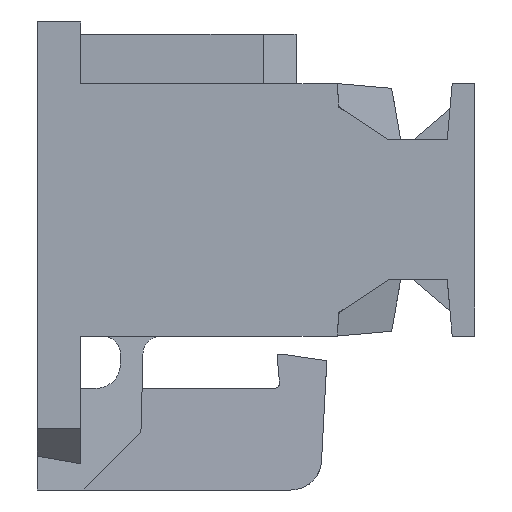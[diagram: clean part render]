
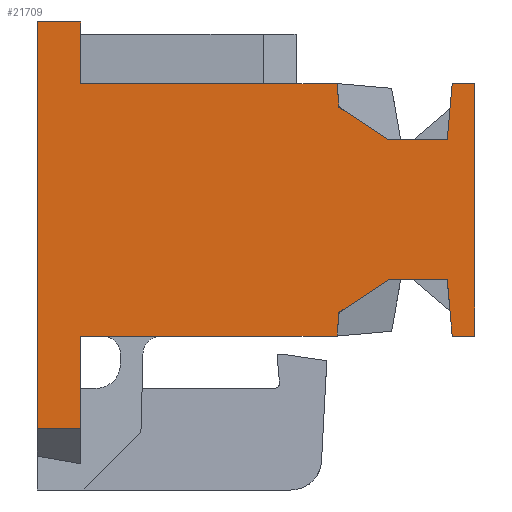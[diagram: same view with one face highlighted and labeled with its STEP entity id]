
A CAD part, left-side view. The second image highlights one B-rep face of the part: STEP entity #21709.
In plain terms, the highlighted planar face has unit normal (-1, 0, 0).
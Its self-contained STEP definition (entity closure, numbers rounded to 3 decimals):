
#11567=CARTESIAN_POINT('',(2.,-0.7,-3.55));
#11568=VERTEX_POINT('',#11567);
#11575=CARTESIAN_POINT('',(2.,0.,-3.55));
#11576=VERTEX_POINT('',#11575);
#11577=CARTESIAN_POINT('',(2.,-0.7,-3.55));
#11578=DIRECTION('',(0.,1.,0.));
#11579=VECTOR('',#11578,0.7);
#11580=LINE('',#11577,#11579);
#11581=EDGE_CURVE('',#11568,#11576,#11580,.T.);
#11598=CARTESIAN_POINT('',(2.,-0.7,-2.05));
#11599=VERTEX_POINT('',#11598);
#11606=CARTESIAN_POINT('',(2.,-0.7,-2.05));
#11607=DIRECTION('',(0.,0.,-1.));
#11608=VECTOR('',#11607,1.5);
#11609=LINE('',#11606,#11608);
#11610=EDGE_CURVE('',#11599,#11568,#11609,.T.);
#11631=CARTESIAN_POINT('',(2.,0.,3.05));
#11632=VERTEX_POINT('',#11631);
#11633=CARTESIAN_POINT('',(2.,0.,-3.55));
#11634=DIRECTION('',(0.,0.,1.));
#11635=VECTOR('',#11634,6.6);
#11636=LINE('',#11633,#11635);
#11637=EDGE_CURVE('',#11576,#11632,#11636,.T.);
#12436=CARTESIAN_POINT('',(2.,-6.736,-2.05));
#12437=VERTEX_POINT('',#12436);
#12444=CARTESIAN_POINT('',(2.,-6.656,-1.136));
#12445=VERTEX_POINT('',#12444);
#12446=CARTESIAN_POINT('',(2.,-6.736,-2.05));
#12447=DIRECTION('',(0.,0.087,0.996));
#12448=VECTOR('',#12447,0.917);
#12449=LINE('',#12446,#12448);
#12450=EDGE_CURVE('',#12437,#12445,#12449,.T.);
#12517=CARTESIAN_POINT('',(2.,-7.1,2.05));
#12518=VERTEX_POINT('',#12517);
#12525=CARTESIAN_POINT('',(2.,-7.1,-2.05));
#12526=VERTEX_POINT('',#12525);
#12527=CARTESIAN_POINT('',(2.,-7.1,2.05));
#12528=DIRECTION('',(0.,0.,-1.));
#12529=VECTOR('',#12528,4.1);
#12530=LINE('',#12527,#12529);
#12531=EDGE_CURVE('',#12518,#12526,#12530,.T.);
#12899=CARTESIAN_POINT('',(2.,-6.736,2.05));
#12900=VERTEX_POINT('',#12899);
#12907=CARTESIAN_POINT('',(2.,-6.736,2.05));
#12908=DIRECTION('',(0.,-1.,0.));
#12909=VECTOR('',#12908,0.364);
#12910=LINE('',#12907,#12909);
#12911=EDGE_CURVE('',#12900,#12518,#12910,.T.);
#12925=CARTESIAN_POINT('',(2.,-0.7,2.05));
#12926=VERTEX_POINT('',#12925);
#12933=CARTESIAN_POINT('',(2.,-4.867,2.05));
#12934=VERTEX_POINT('',#12933);
#12935=CARTESIAN_POINT('',(2.,-0.7,2.05));
#12936=DIRECTION('',(0.,-1.,0.));
#12937=VECTOR('',#12936,4.167);
#12938=LINE('',#12935,#12937);
#12939=EDGE_CURVE('',#12926,#12934,#12938,.T.);
#13140=CARTESIAN_POINT('',(2.,-6.656,1.136));
#13141=VERTEX_POINT('',#13140);
#13148=CARTESIAN_POINT('',(2.,-6.656,1.136));
#13149=DIRECTION('',(0.,-0.087,0.996));
#13150=VECTOR('',#13149,0.917);
#13151=LINE('',#13148,#13150);
#13152=EDGE_CURVE('',#13141,#12900,#13151,.T.);
#13225=CARTESIAN_POINT('',(2.,-7.1,-2.05));
#13226=DIRECTION('',(0.,1.,0.));
#13227=VECTOR('',#13226,0.364);
#13228=LINE('',#13225,#13227);
#13229=EDGE_CURVE('',#12526,#12437,#13228,.T.);
#13308=CARTESIAN_POINT('',(2.,-4.867,-2.05));
#13309=VERTEX_POINT('',#13308);
#13316=CARTESIAN_POINT('',(2.,-4.867,-2.05));
#13317=DIRECTION('',(0.,1.,0.));
#13318=VECTOR('',#13317,4.167);
#13319=LINE('',#13316,#13318);
#13320=EDGE_CURVE('',#13309,#11599,#13319,.T.);
#13409=CARTESIAN_POINT('',(2.,-0.7,3.05));
#13410=VERTEX_POINT('',#13409);
#13417=CARTESIAN_POINT('',(2.,-0.7,3.05));
#13418=DIRECTION('',(0.,0.,-1.));
#13419=VECTOR('',#13418,1.);
#13420=LINE('',#13417,#13419);
#13421=EDGE_CURVE('',#13410,#12926,#13420,.T.);
#13439=CARTESIAN_POINT('',(2.,0.,3.05));
#13440=DIRECTION('',(0.,-1.,0.));
#13441=VECTOR('',#13440,0.7);
#13442=LINE('',#13439,#13441);
#13443=EDGE_CURVE('',#11632,#13410,#13442,.T.);
#13874=CARTESIAN_POINT('',(2.,-4.897,-1.669));
#13875=VERTEX_POINT('',#13874);
#13890=CARTESIAN_POINT('',(2.,-5.7,-1.136));
#13891=VERTEX_POINT('',#13890);
#13898=CARTESIAN_POINT('',(2.,-4.9,-1.669));
#13899=DIRECTION('',(0.,-0.832,0.554));
#13900=VECTOR('',#13899,0.961);
#13901=LINE('',#13898,#13900);
#13902=EDGE_CURVE('',#13875,#13891,#13901,.T.);
#13936=CARTESIAN_POINT('',(2.,-5.7,-1.136));
#13937=DIRECTION('',(0.,-1.,0.));
#13938=VECTOR('',#13937,0.956);
#13939=LINE('',#13936,#13938);
#13940=EDGE_CURVE('',#13891,#12445,#13939,.T.);
#13960=CARTESIAN_POINT('',(2.,-5.7,1.136));
#13961=VERTEX_POINT('',#13960);
#13968=CARTESIAN_POINT('',(2.,-6.656,1.136));
#13969=DIRECTION('',(0.,1.,0.));
#13970=VECTOR('',#13969,0.956);
#13971=LINE('',#13968,#13970);
#13972=EDGE_CURVE('',#13141,#13961,#13971,.T.);
#14006=CARTESIAN_POINT('',(2.,-4.897,1.669));
#14007=VERTEX_POINT('',#14006);
#14014=CARTESIAN_POINT('',(2.,-5.7,1.136));
#14015=DIRECTION('',(0.,0.832,0.554));
#14016=VECTOR('',#14015,0.961);
#14017=LINE('',#14014,#14016);
#14018=EDGE_CURVE('',#13961,#14007,#14017,.T.);
#21668=CARTESIAN_POINT('',(2.,-4.9,-1.669));
#21669=DIRECTION('',(0.,0.087,-0.996));
#21670=VECTOR('',#21669,0.383);
#21671=LINE('',#21668,#21670);
#21672=EDGE_CURVE('',#13875,#13309,#21671,.T.);
#21679=CARTESIAN_POINT('',(2.,0.,-1.948));
#21680=DIRECTION('',(0.,0.,1.));
#21681=DIRECTION('',(-1.,0.,0.));
#21682=AXIS2_PLACEMENT_3D('',#21679,#21681,#21680);
#21683=PLANE('',#21682);
#21684=CARTESIAN_POINT('',(2.,-4.9,1.669));
#21685=DIRECTION('',(0.,0.087,0.996));
#21686=VECTOR('',#21685,0.383);
#21687=LINE('',#21684,#21686);
#21688=EDGE_CURVE('',#14007,#12934,#21687,.T.);
#21689=ORIENTED_EDGE('E1464',*,*,#21688,.T.);
#21690=ORIENTED_EDGE('E1464',*,*,#12939,.F.);
#21691=ORIENTED_EDGE('E1464',*,*,#13421,.F.);
#21692=ORIENTED_EDGE('E1464',*,*,#13443,.F.);
#21693=ORIENTED_EDGE('E1464',*,*,#11637,.F.);
#21694=ORIENTED_EDGE('E1464',*,*,#11581,.F.);
#21695=ORIENTED_EDGE('E1464',*,*,#11610,.F.);
#21696=ORIENTED_EDGE('E1464',*,*,#13320,.F.);
#21697=ORIENTED_EDGE('E1464',*,*,#21672,.F.);
#21698=ORIENTED_EDGE('E1464',*,*,#13902,.T.);
#21699=ORIENTED_EDGE('E1464',*,*,#13940,.T.);
#21700=ORIENTED_EDGE('E1464',*,*,#12450,.F.);
#21701=ORIENTED_EDGE('E1464',*,*,#13229,.F.);
#21702=ORIENTED_EDGE('E1464',*,*,#12531,.F.);
#21703=ORIENTED_EDGE('E1464',*,*,#12911,.F.);
#21704=ORIENTED_EDGE('E1464',*,*,#13152,.F.);
#21705=ORIENTED_EDGE('E1464',*,*,#13972,.T.);
#21706=ORIENTED_EDGE('E1464',*,*,#14018,.T.);
#21707=EDGE_LOOP('',(#21689,#21690,#21691,#21692,#21693,#21694,#21695,#21696,#21697,#21698,#21699,#21700,#21701,#21702,#21703,#21704,#21705,#21706));
#21708=FACE_OUTER_BOUND('',#21707,.T.);
#21709=ADVANCED_FACE('F490',(#21708),#21683,.T.);
